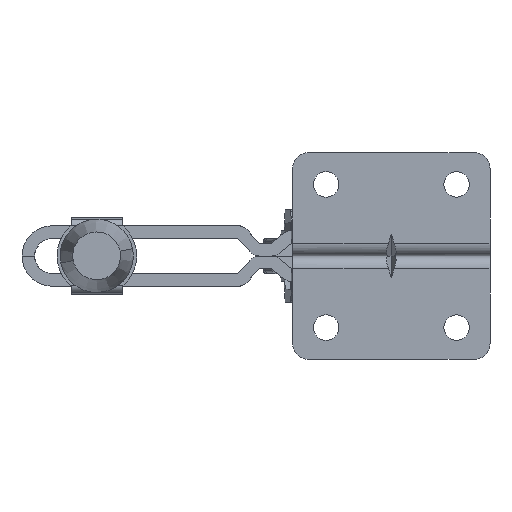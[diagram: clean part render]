
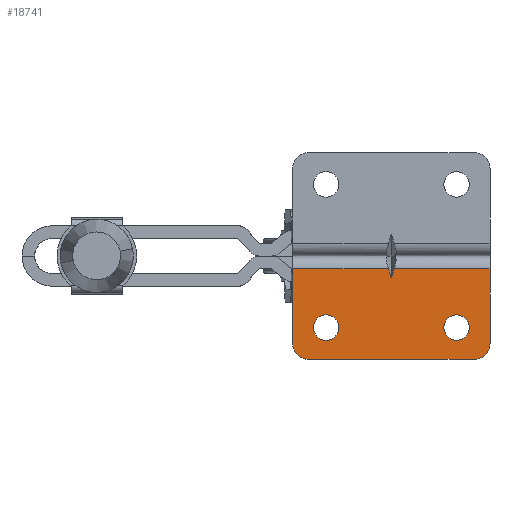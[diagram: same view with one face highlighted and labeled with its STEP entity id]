
A CAD part, front view. The second image highlights one B-rep face of the part: STEP entity #18741.
In plain terms, the highlighted planar face has unit normal (0, -1, 0).
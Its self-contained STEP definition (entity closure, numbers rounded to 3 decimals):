
#501 = VECTOR ( 'NONE', #12605, 1000. ) ;
#711 = EDGE_CURVE ( 'NONE', #2623, #29996, #26009, .T. ) ;
#907 = EDGE_CURVE ( 'NONE', #19503, #31219, #16078, .T. ) ;
#931 = AXIS2_PLACEMENT_3D ( 'NONE', #20650, #4127, #23395 ) ;
#986 = DIRECTION ( 'NONE',  ( 0., 1., 0. ) ) ;
#1138 = ORIENTED_EDGE ( 'NONE', *, *, #17222, .F. ) ;
#1322 = FACE_BOUND ( 'NONE', #10616, .T. ) ;
#1493 = CIRCLE ( 'NONE', #22414, 4. ) ;
#2564 = DIRECTION ( 'NONE',  ( -1., 0., 0. ) ) ;
#2623 = VERTEX_POINT ( 'NONE', #21602 ) ;
#2832 = ORIENTED_EDGE ( 'NONE', *, *, #12869, .F. ) ;
#3269 = AXIS2_PLACEMENT_3D ( 'NONE', #35605, #19089, #2564 ) ;
#3456 = ORIENTED_EDGE ( 'NONE', *, *, #3543, .F. ) ;
#3543 = EDGE_CURVE ( 'NONE', #7263, #21649, #18595, .T. ) ;
#3581 = CARTESIAN_POINT ( 'NONE',  ( -55.5, 0., -22.5 ) ) ;
#3716 = VERTEX_POINT ( 'NONE', #19697 ) ;
#3803 = DIRECTION ( 'NONE',  ( 0., 1., 0. ) ) ;
#3902 = DIRECTION ( 'NONE',  ( 1., 0., 0. ) ) ;
#4009 = VERTEX_POINT ( 'NONE', #3581 ) ;
#4027 = VECTOR ( 'NONE', #31833, 1000. ) ;
#4127 = DIRECTION ( 'NONE',  ( 0., -1., 0. ) ) ;
#4253 = EDGE_CURVE ( 'NONE', #4009, #3716, #10351, .T. ) ;
#4832 = VECTOR ( 'NONE', #18997, 1000. ) ;
#5793 = EDGE_LOOP ( 'NONE', ( #18492, #34174, #2832, #32131, #27839, #12811, #19534, #3456, #1138 ) ) ;
#6681 = CARTESIAN_POINT ( 'NONE',  ( -31.938, 0., -4. ) ) ;
#7263 = VERTEX_POINT ( 'NONE', #31697 ) ;
#8522 = CARTESIAN_POINT ( 'NONE',  ( -30.062, 0., -4. ) ) ;
#8530 = CARTESIAN_POINT ( 'NONE',  ( -62., 0., -4. ) ) ;
#10351 = CIRCLE ( 'NONE', #24624, 4. ) ;
#10398 = FACE_OUTER_BOUND ( 'NONE', #5793, .T. ) ;
#10406 = EDGE_CURVE ( 'NONE', #16531, #19503, #26545, .T. ) ;
#10616 = EDGE_LOOP ( 'NONE', ( #31964, #25986 ) ) ;
#10883 = CARTESIAN_POINT ( 'NONE',  ( -51.5, 0., -22.5 ) ) ;
#10910 = CARTESIAN_POINT ( 'NONE',  ( -6.5, 0., -22.5 ) ) ;
#10995 = CARTESIAN_POINT ( 'NONE',  ( 0., 0., -4. ) ) ;
#11261 = VERTEX_POINT ( 'NONE', #23093 ) ;
#11836 = VECTOR ( 'NONE', #19515, 1000. ) ;
#11885 = DIRECTION ( 'NONE',  ( 0.321, 0., -0.947 ) ) ;
#12605 = DIRECTION ( 'NONE',  ( 1., 0., 0. ) ) ;
#12811 = ORIENTED_EDGE ( 'NONE', *, *, #711, .T. ) ;
#12869 = EDGE_CURVE ( 'NONE', #26091, #16531, #29429, .T. ) ;
#13677 = CARTESIAN_POINT ( 'NONE',  ( 0., 0., -4. ) ) ;
#13683 = DIRECTION ( 'NONE',  ( -1., 0., 0. ) ) ;
#14116 = CARTESIAN_POINT ( 'NONE',  ( -62., 0., -27.5 ) ) ;
#14214 = CARTESIAN_POINT ( 'NONE',  ( 0., 0., -4. ) ) ;
#14501 = VERTEX_POINT ( 'NONE', #17180 ) ;
#14757 = CARTESIAN_POINT ( 'NONE',  ( 0., 0., -4. ) ) ;
#14878 = EDGE_CURVE ( 'NONE', #3716, #4009, #1493, .T. ) ;
#15224 = VECTOR ( 'NONE', #11885, 1000. ) ;
#15285 = ORIENTED_EDGE ( 'NONE', *, *, #29920, .F. ) ;
#16020 = FACE_BOUND ( 'NONE', #33942, .T. ) ;
#16078 = LINE ( 'NONE', #13677, #501 ) ;
#16372 = CARTESIAN_POINT ( 'NONE',  ( -51.5, 0., -22.5 ) ) ;
#16531 = VERTEX_POINT ( 'NONE', #14116 ) ;
#16555 = DIRECTION ( 'NONE',  ( 0., 1., 0. ) ) ;
#16796 = EDGE_CURVE ( 'NONE', #11261, #32796, #23008, .T. ) ;
#17180 = CARTESIAN_POINT ( 'NONE',  ( -5., 0., -32.5 ) ) ;
#17217 = VECTOR ( 'NONE', #22796, 1000. ) ;
#17222 = EDGE_CURVE ( 'NONE', #31219, #7263, #29022, .T. ) ;
#17527 = CARTESIAN_POINT ( 'NONE',  ( -5., 0., -27.5 ) ) ;
#18099 = LINE ( 'NONE', #14214, #17217 ) ;
#18492 = ORIENTED_EDGE ( 'NONE', *, *, #907, .F. ) ;
#18595 = LINE ( 'NONE', #21789, #4832 ) ;
#18733 = EDGE_CURVE ( 'NONE', #2623, #14501, #23359, .T. ) ;
#18741 = ADVANCED_FACE ( 'NONE', ( #1322, #16020, #10398 ), #34044, .F. ) ;
#18997 = DIRECTION ( 'NONE',  ( 0.321, 0., 0.947 ) ) ;
#19089 = DIRECTION ( 'NONE',  ( 0., -1., 0. ) ) ;
#19148 = DIRECTION ( 'NONE',  ( -1., 0., 0. ) ) ;
#19503 = VERTEX_POINT ( 'NONE', #23880 ) ;
#19515 = DIRECTION ( 'NONE',  ( 0., 0., 1. ) ) ;
#19534 = ORIENTED_EDGE ( 'NONE', *, *, #20636, .F. ) ;
#19600 = CARTESIAN_POINT ( 'NONE',  ( -57., 0., -32.5 ) ) ;
#19697 = CARTESIAN_POINT ( 'NONE',  ( -47.5, 0., -22.5 ) ) ;
#20321 = DIRECTION ( 'NONE',  ( -1., 0., 0. ) ) ;
#20414 = CARTESIAN_POINT ( 'NONE',  ( -62., 0., -32.5 ) ) ;
#20636 = EDGE_CURVE ( 'NONE', #21649, #29996, #18099, .T. ) ;
#20650 = CARTESIAN_POINT ( 'NONE',  ( -10.5, 0., -22.5 ) ) ;
#20740 = VECTOR ( 'NONE', #3902, 1000. ) ;
#21598 = AXIS2_PLACEMENT_3D ( 'NONE', #17527, #986, #20321 ) ;
#21602 = CARTESIAN_POINT ( 'NONE',  ( 0., 0., -27.5 ) ) ;
#21649 = VERTEX_POINT ( 'NONE', #8522 ) ;
#21789 = CARTESIAN_POINT ( 'NONE',  ( -26.962, 0., 5.141 ) ) ;
#22414 = AXIS2_PLACEMENT_3D ( 'NONE', #16372, #35656, #19148 ) ;
#22796 = DIRECTION ( 'NONE',  ( 1., 0., 0. ) ) ;
#23008 = CIRCLE ( 'NONE', #931, 4. ) ;
#23087 = DIRECTION ( 'NONE',  ( -1., 0., 0. ) ) ;
#23093 = CARTESIAN_POINT ( 'NONE',  ( -14.5, 0., -22.5 ) ) ;
#23359 = CIRCLE ( 'NONE', #21598, 5. ) ;
#23395 = DIRECTION ( 'NONE',  ( -1., 0., 0. ) ) ;
#23880 = CARTESIAN_POINT ( 'NONE',  ( -62., 0., -4. ) ) ;
#24624 = AXIS2_PLACEMENT_3D ( 'NONE', #10883, #30192, #13683 ) ;
#25986 = ORIENTED_EDGE ( 'NONE', *, *, #14878, .F. ) ;
#26009 = LINE ( 'NONE', #29045, #4027 ) ;
#26091 = VERTEX_POINT ( 'NONE', #19600 ) ;
#26545 = LINE ( 'NONE', #8530, #11836 ) ;
#27839 = ORIENTED_EDGE ( 'NONE', *, *, #18733, .F. ) ;
#28415 = CARTESIAN_POINT ( 'NONE',  ( -28.645, 0., -13.712 ) ) ;
#28963 = AXIS2_PLACEMENT_3D ( 'NONE', #14757, #3803, #23087 ) ;
#29022 = LINE ( 'NONE', #28415, #15224 ) ;
#29045 = CARTESIAN_POINT ( 'NONE',  ( 0., 0., -4. ) ) ;
#29167 = AXIS2_PLACEMENT_3D ( 'NONE', #33068, #16555, #35837 ) ;
#29429 = CIRCLE ( 'NONE', #29167, 5. ) ;
#29920 = EDGE_CURVE ( 'NONE', #32796, #11261, #32536, .T. ) ;
#29996 = VERTEX_POINT ( 'NONE', #10995 ) ;
#30192 = DIRECTION ( 'NONE',  ( 0., -1., 0. ) ) ;
#31219 = VERTEX_POINT ( 'NONE', #6681 ) ;
#31697 = CARTESIAN_POINT ( 'NONE',  ( -31., 0., -6.767 ) ) ;
#31833 = DIRECTION ( 'NONE',  ( 0., 0., 1. ) ) ;
#31964 = ORIENTED_EDGE ( 'NONE', *, *, #4253, .F. ) ;
#32131 = ORIENTED_EDGE ( 'NONE', *, *, #33934, .T. ) ;
#32536 = CIRCLE ( 'NONE', #3269, 4. ) ;
#32796 = VERTEX_POINT ( 'NONE', #10910 ) ;
#33068 = CARTESIAN_POINT ( 'NONE',  ( -57., 0., -27.5 ) ) ;
#33934 = EDGE_CURVE ( 'NONE', #26091, #14501, #34505, .T. ) ;
#33942 = EDGE_LOOP ( 'NONE', ( #34016, #15285 ) ) ;
#34016 = ORIENTED_EDGE ( 'NONE', *, *, #16796, .F. ) ;
#34044 = PLANE ( 'NONE',  #28963 ) ;
#34174 = ORIENTED_EDGE ( 'NONE', *, *, #10406, .F. ) ;
#34505 = LINE ( 'NONE', #20414, #20740 ) ;
#35605 = CARTESIAN_POINT ( 'NONE',  ( -10.5, 0., -22.5 ) ) ;
#35656 = DIRECTION ( 'NONE',  ( 0., -1., 0. ) ) ;
#35837 = DIRECTION ( 'NONE',  ( -1., 0., 0. ) ) ;
